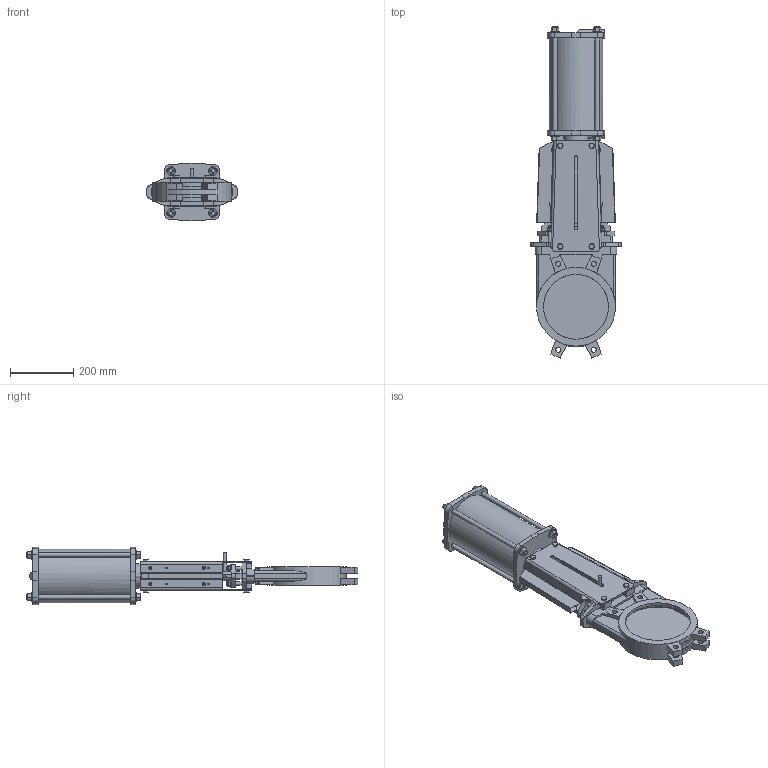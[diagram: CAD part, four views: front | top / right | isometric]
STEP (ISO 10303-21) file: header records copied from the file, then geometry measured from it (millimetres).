
FILE_DESCRIPTION( ( 'Unknown' ), '1' );
FILE_NAME( 'Stoffschieber DW- DN200.stp', 'Unknown', ( 'Unknown' ), ( 'Unknown' ), 'PSStep 13.0', 'Unknown', ' ' );
FILE_SCHEMA( ( 'AUTOMOTIVE_DESIGN { 1 0 10303 214 1 1 1 1 }' ) );
Length unit declared in the file: millimetre
Products named in the file (3): VG P DN200
Bounding box: 286 x 1052.41 x 182 mm (x, y, z)
Volume: 5981444.5 mm3; surface area: 1305119.3 mm2
Topology: 3 solids, 21 shells, 918 faces, 2307 edges, 1528 vertices
Faces by surface type: plane 609, cylinder 201, cone 59, extrusion 41, torus 6, bspline 2
Full cylindrical faces by diameter (mm): 4.134 x2, 5 x8, 5.5 x8, 8.72 x8, 10 x17, 11 x2, 14 x16, 15.5 x4, 16 x8, 17 x4, 22 x4, 28 x8, 30 x1, 160 x1, 171 x1, 200 x2, 200.2 x1, 206 x1, 213.899 x1, 233 x1, 250 x1
Entity records: 36467 total; most frequent: CARTESIAN_POINT 7797, ORIENTED_EDGE 4302, DIRECTION 4180, EDGE_CURVE 2151, VERTEX_POINT 1483, VECTOR 1440, LINE 1399, AXIS2_PLACEMENT_3D 1370
